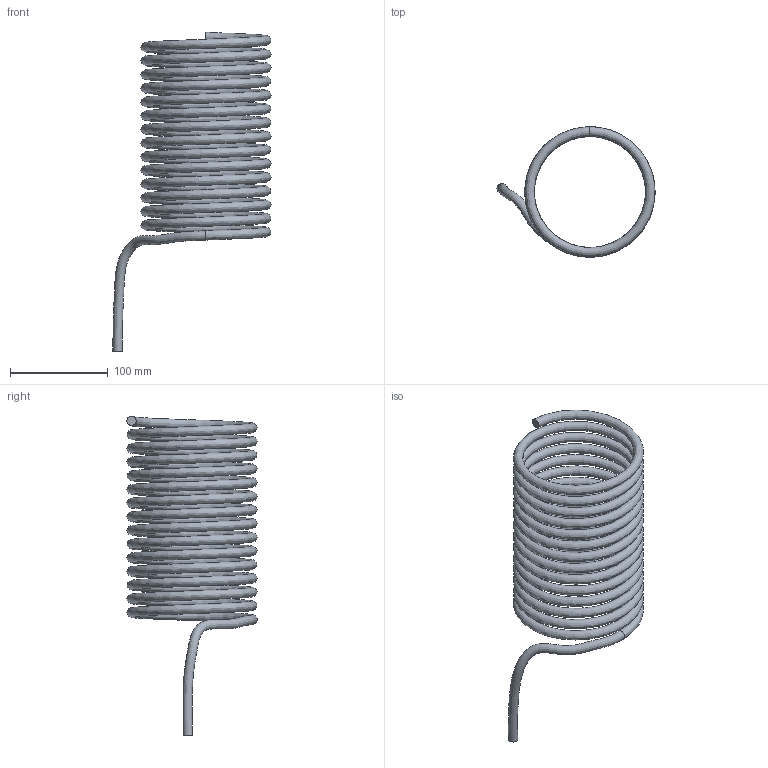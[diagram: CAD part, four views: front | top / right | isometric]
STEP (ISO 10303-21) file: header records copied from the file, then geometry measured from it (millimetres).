
FILE_DESCRIPTION(/* description */ (''),/* implementation_level */ '2;1');
FILE_NAME(/* name */ 'Coil.step',/* time_stamp */ '2021-05-01T16:35:19+05:00',/* author */ (''),/* organization */ (''),/* preprocessor_version */ 'ST-DEVELOPER v18.1',/* originating_system */ 'Autodesk Translation Framework v9.7.1.1290',/* authorisation */ '');
FILE_SCHEMA (('AUTOMOTIVE_DESIGN { 1 0 10303 214 3 1 1 }'));
Length unit declared in the file: inch
Products named in the file (1): Coil
Bounding box: 161.92 x 133.35 x 327.04 mm (x, y, z)
Volume: 416993.2 mm3; surface area: 175304.1 mm2
Topology: 1 solids, 1 shells, 4 faces, 8 edges, 6 vertices
Faces by surface type: bspline 2, plane 2
Entity records: 4084 total; most frequent: CARTESIAN_POINT 3957, DIRECTION 18, ORIENTED_EDGE 16, AXIS2_PLACEMENT_3D 9, EDGE_CURVE 8, CIRCLE 6, VERTEX_POINT 6, FACE_OUTER_BOUND 4
